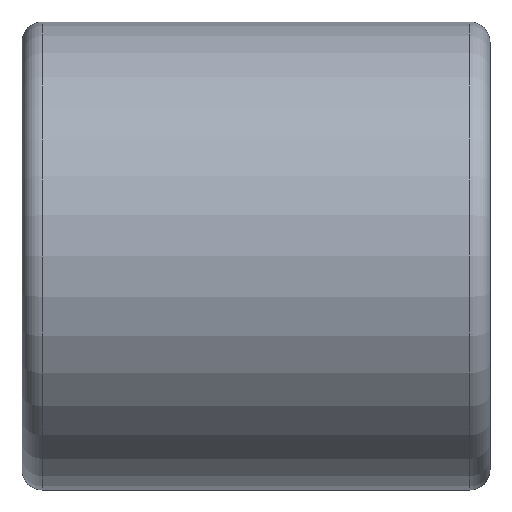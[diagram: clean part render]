
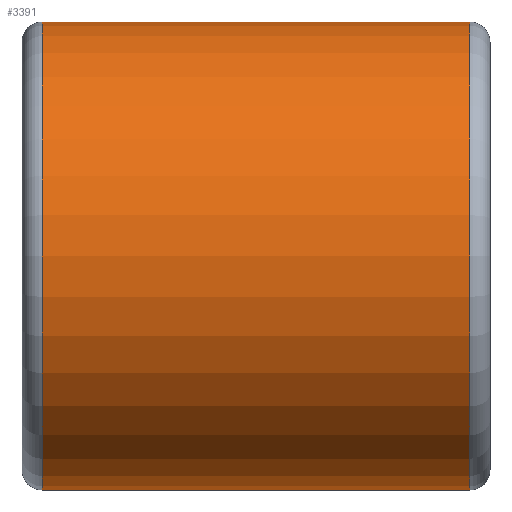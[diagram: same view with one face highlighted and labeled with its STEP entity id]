
A CAD part, front view. The second image highlights one B-rep face of the part: STEP entity #3391.
In plain terms, the highlighted cylindrical face has radius 35 mm (diameter 70 mm), a partial arc.
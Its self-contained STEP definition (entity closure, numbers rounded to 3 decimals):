
#12 = CARTESIAN_POINT ( 'NONE',  ( -53.723, -34.309, 87.968 ) ) ;
#34 = AXIS2_PLACEMENT_3D ( 'NONE', #4498, #2418, #287 ) ;
#69 = AXIS2_PLACEMENT_3D ( 'NONE', #273, #2630, #535 ) ;
#123 = ORIENTED_EDGE ( 'NONE', *, *, #4071, .T. ) ;
#273 = CARTESIAN_POINT ( 'NONE',  ( -50.723, -34.309, 52.968 ) ) ;
#287 = DIRECTION ( 'NONE',  ( 0., 0., 1. ) ) ;
#452 = EDGE_CURVE ( 'NONE', #3714, #4045, #2687, .T. ) ;
#535 = DIRECTION ( 'NONE',  ( 0., 0., -1. ) ) ;
#705 = ORIENTED_EDGE ( 'NONE', *, *, #2520, .T. ) ;
#844 = EDGE_CURVE ( 'NONE', #1907, #4045, #1459, .T. ) ;
#1216 = LINE ( 'NONE', #12, #3918 ) ;
#1459 = CIRCLE ( 'NONE', #69, 35. ) ;
#1466 = CIRCLE ( 'NONE', #34, 35. ) ;
#1505 = ORIENTED_EDGE ( 'NONE', *, *, #844, .T. ) ;
#1507 = VERTEX_POINT ( 'NONE', #4517 ) ;
#1532 = DIRECTION ( 'NONE',  ( -1., 0., 0. ) ) ;
#1907 = VERTEX_POINT ( 'NONE', #2030 ) ;
#2025 = EDGE_LOOP ( 'NONE', ( #4026, #705, #123, #1505 ) ) ;
#2030 = CARTESIAN_POINT ( 'NONE',  ( -50.723, -34.309, 87.968 ) ) ;
#2110 = DIRECTION ( 'NONE',  ( -1., 0., 0. ) ) ;
#2418 = DIRECTION ( 'NONE',  ( -1., 0., 0. ) ) ;
#2520 = EDGE_CURVE ( 'NONE', #3714, #1507, #1466, .T. ) ;
#2567 = AXIS2_PLACEMENT_3D ( 'NONE', #3091, #3442, #2763 ) ;
#2630 = DIRECTION ( 'NONE',  ( 1., 0., 0. ) ) ;
#2687 = LINE ( 'NONE', #3997, #4424 ) ;
#2763 = DIRECTION ( 'NONE',  ( 0., 0., 1. ) ) ;
#3091 = CARTESIAN_POINT ( 'NONE',  ( -53.723, -34.309, 52.968 ) ) ;
#3291 = CARTESIAN_POINT ( 'NONE',  ( 13.277, -34.309, 17.968 ) ) ;
#3391 = ADVANCED_FACE ( 'NONE', ( #4139 ), #3772, .T. ) ;
#3442 = DIRECTION ( 'NONE',  ( -1., 0., 0. ) ) ;
#3714 = VERTEX_POINT ( 'NONE', #3291 ) ;
#3772 = CYLINDRICAL_SURFACE ( 'NONE', #2567, 35. ) ;
#3841 = CARTESIAN_POINT ( 'NONE',  ( -50.723, -34.309, 17.968 ) ) ;
#3918 = VECTOR ( 'NONE', #2110, 1000. ) ;
#3997 = CARTESIAN_POINT ( 'NONE',  ( -53.723, -34.309, 17.968 ) ) ;
#4026 = ORIENTED_EDGE ( 'NONE', *, *, #452, .F. ) ;
#4045 = VERTEX_POINT ( 'NONE', #3841 ) ;
#4071 = EDGE_CURVE ( 'NONE', #1507, #1907, #1216, .T. ) ;
#4139 = FACE_OUTER_BOUND ( 'NONE', #2025, .T. ) ;
#4424 = VECTOR ( 'NONE', #1532, 1000. ) ;
#4498 = CARTESIAN_POINT ( 'NONE',  ( 13.277, -34.309, 52.968 ) ) ;
#4517 = CARTESIAN_POINT ( 'NONE',  ( 13.277, -34.309, 87.968 ) ) ;
